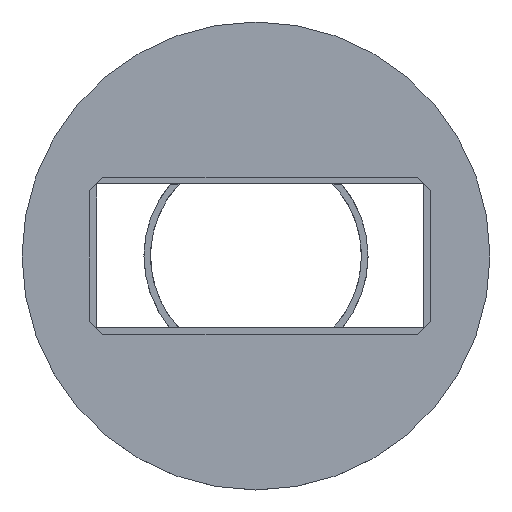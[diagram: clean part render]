
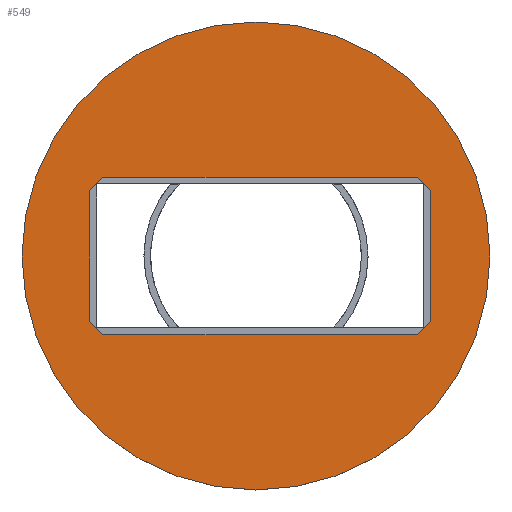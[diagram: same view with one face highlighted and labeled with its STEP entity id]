
A CAD part, top view. The second image highlights one B-rep face of the part: STEP entity #549.
In plain terms, the highlighted planar face has unit normal (0, 0, 1).
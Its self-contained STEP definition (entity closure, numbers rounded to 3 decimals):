
#467=CARTESIAN_POINT('',(-30.,-30.,38.374));
#468=DIRECTION('',(0.,0.,1.));
#469=DIRECTION('',(1.,0.,0.));
#470=AXIS2_PLACEMENT_3D('',#467,#468,#469);
#471=PLANE('',#470);
#472=CARTESIAN_POINT('',(-53.257,-18.071,38.374));
#473=VERTEX_POINT('',#472);
#474=CARTESIAN_POINT('',(-55.257,-20.071,38.374));
#475=VERTEX_POINT('',#474);
#476=CARTESIAN_POINT('',(-53.257,-18.071,38.374));
#477=DIRECTION('',(-0.707,-0.707,-0.));
#478=VECTOR('',#477,2.828);
#479=LINE('',#476,#478);
#480=EDGE_CURVE('',#473,#475,#479,.T.);
#481=ORIENTED_EDGE('',*,*,#480,.F.);
#482=CARTESIAN_POINT('',(-5.481,-18.071,38.374));
#483=VERTEX_POINT('',#482);
#484=CARTESIAN_POINT('',(-53.257,-18.071,38.374));
#485=DIRECTION('',(1.,0.,-0.));
#486=VECTOR('',#485,47.776);
#487=LINE('',#484,#486);
#488=EDGE_CURVE('',#473,#483,#487,.T.);
#489=ORIENTED_EDGE('',*,*,#488,.T.);
#490=CARTESIAN_POINT('',(-3.481,-20.071,38.374));
#491=VERTEX_POINT('',#490);
#492=CARTESIAN_POINT('',(-3.481,-20.071,38.374));
#493=DIRECTION('',(-0.707,0.707,-0.));
#494=VECTOR('',#493,2.828);
#495=LINE('',#492,#494);
#496=EDGE_CURVE('',#491,#483,#495,.T.);
#497=ORIENTED_EDGE('',*,*,#496,.F.);
#498=CARTESIAN_POINT('',(-3.481,-39.929,38.374));
#499=VERTEX_POINT('',#498);
#500=CARTESIAN_POINT('',(-3.481,-20.071,38.374));
#501=DIRECTION('',(0.,-1.,0.));
#502=VECTOR('',#501,19.858);
#503=LINE('',#500,#502);
#504=EDGE_CURVE('',#491,#499,#503,.T.);
#505=ORIENTED_EDGE('',*,*,#504,.T.);
#506=CARTESIAN_POINT('',(-5.481,-41.929,38.374));
#507=VERTEX_POINT('',#506);
#508=CARTESIAN_POINT('',(-5.481,-41.929,38.374));
#509=DIRECTION('',(0.707,0.707,-0.));
#510=VECTOR('',#509,2.828);
#511=LINE('',#508,#510);
#512=EDGE_CURVE('',#507,#499,#511,.T.);
#513=ORIENTED_EDGE('',*,*,#512,.F.);
#514=CARTESIAN_POINT('',(-53.257,-41.929,38.374));
#515=VERTEX_POINT('',#514);
#516=CARTESIAN_POINT('',(-5.481,-41.929,38.374));
#517=DIRECTION('',(-1.,0.,0.));
#518=VECTOR('',#517,47.776);
#519=LINE('',#516,#518);
#520=EDGE_CURVE('',#507,#515,#519,.T.);
#521=ORIENTED_EDGE('',*,*,#520,.T.);
#522=CARTESIAN_POINT('',(-55.257,-39.929,38.374));
#523=VERTEX_POINT('',#522);
#524=CARTESIAN_POINT('',(-55.257,-39.929,38.374));
#525=DIRECTION('',(0.707,-0.707,-0.));
#526=VECTOR('',#525,2.828);
#527=LINE('',#524,#526);
#528=EDGE_CURVE('',#523,#515,#527,.T.);
#529=ORIENTED_EDGE('',*,*,#528,.F.);
#530=CARTESIAN_POINT('',(-55.257,-39.929,38.374));
#531=DIRECTION('',(0.,1.,0.));
#532=VECTOR('',#531,19.858);
#533=LINE('',#530,#532);
#534=EDGE_CURVE('',#523,#475,#533,.T.);
#535=ORIENTED_EDGE('',*,*,#534,.T.);
#536=EDGE_LOOP('',(#481,#489,#497,#505,#513,#521,#529,#535));
#537=FACE_BOUND('',#536,.T.);
#538=CARTESIAN_POINT('',(-30.,5.5,38.374));
#539=VERTEX_POINT('',#538);
#540=CARTESIAN_POINT('',(-30.,-30.,38.374));
#541=DIRECTION('',(0.,0.,-1.));
#542=DIRECTION('',(0.,1.,0.));
#543=AXIS2_PLACEMENT_3D('',#540,#541,#542);
#544=CIRCLE('',#543,35.5);
#545=EDGE_CURVE('',#539,#539,#544,.T.);
#546=ORIENTED_EDGE('',*,*,#545,.F.);
#547=EDGE_LOOP('',(#546));
#548=FACE_BOUND('',#547,.T.);
#549=ADVANCED_FACE('',(#537,#548),#471,.T.);
